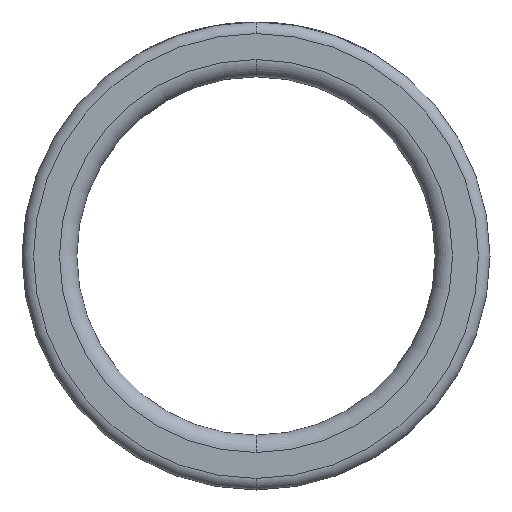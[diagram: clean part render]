
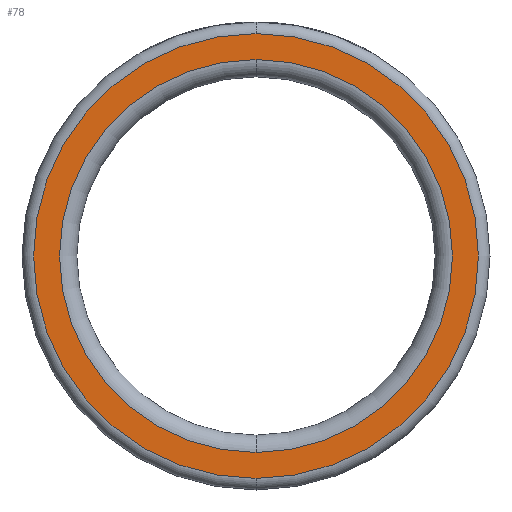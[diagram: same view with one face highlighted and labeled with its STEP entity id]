
A CAD part, front view. The second image highlights one B-rep face of the part: STEP entity #78.
In plain terms, the highlighted planar face has unit normal (0, -1, 0).
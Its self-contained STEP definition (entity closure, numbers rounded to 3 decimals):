
#11 = CARTESIAN_POINT ( 'NONE',  ( 0., -55., 0. ) ) ;
#78 = ADVANCED_FACE ( 'NONE', ( #377, #2091 ), #2582, .T. ) ;
#181 = EDGE_CURVE ( 'NONE', #1750, #997, #214, .T. ) ;
#214 = CIRCLE ( 'NONE', #1699, 34. ) ;
#377 = FACE_OUTER_BOUND ( 'NONE', #2025, .T. ) ;
#402 = DIRECTION ( 'NONE',  ( 0., -1., 0. ) ) ;
#658 = DIRECTION ( 'NONE',  ( 0., 0., -1. ) ) ;
#763 = DIRECTION ( 'NONE',  ( 0., 0., -1. ) ) ;
#777 = AXIS2_PLACEMENT_3D ( 'NONE', #956, #1396, #1187 ) ;
#778 = CARTESIAN_POINT ( 'NONE',  ( 0., -55., -34. ) ) ;
#876 = CARTESIAN_POINT ( 'NONE',  ( 34., -55., 0. ) ) ;
#881 = CARTESIAN_POINT ( 'NONE',  ( 0., -55., 34. ) ) ;
#956 = CARTESIAN_POINT ( 'NONE',  ( 0., -55., 0. ) ) ;
#966 = VERTEX_POINT ( 'NONE', #1774 ) ;
#997 = VERTEX_POINT ( 'NONE', #881 ) ;
#1016 = DIRECTION ( 'NONE',  ( 0., -1., 0. ) ) ;
#1092 = CARTESIAN_POINT ( 'NONE',  ( 0., -55., 38.5 ) ) ;
#1170 = EDGE_CURVE ( 'NONE', #2404, #966, #1931, .T. ) ;
#1187 = DIRECTION ( 'NONE',  ( 0., 0., -1. ) ) ;
#1201 = CARTESIAN_POINT ( 'NONE',  ( 0., -55., 0. ) ) ;
#1364 = AXIS2_PLACEMENT_3D ( 'NONE', #1201, #1016, #763 ) ;
#1375 = CIRCLE ( 'NONE', #777, 34. ) ;
#1396 = DIRECTION ( 'NONE',  ( 0., -1., 0. ) ) ;
#1432 = DIRECTION ( 'NONE',  ( 0., -1., 0. ) ) ;
#1439 = AXIS2_PLACEMENT_3D ( 'NONE', #2450, #1432, #2712 ) ;
#1550 = ORIENTED_EDGE ( 'NONE', *, *, #181, .F. ) ;
#1699 = AXIS2_PLACEMENT_3D ( 'NONE', #11, #402, #2591 ) ;
#1750 = VERTEX_POINT ( 'NONE', #778 ) ;
#1774 = CARTESIAN_POINT ( 'NONE',  ( 0., -55., -38.5 ) ) ;
#1911 = CIRCLE ( 'NONE', #1439, 38.5 ) ;
#1931 = CIRCLE ( 'NONE', #1364, 38.5 ) ;
#2025 = EDGE_LOOP ( 'NONE', ( #2065, #2341 ) ) ;
#2065 = ORIENTED_EDGE ( 'NONE', *, *, #2771, .T. ) ;
#2091 = FACE_BOUND ( 'NONE', #2587, .T. ) ;
#2139 = DIRECTION ( 'NONE',  ( 0., -1., 0. ) ) ;
#2275 = ORIENTED_EDGE ( 'NONE', *, *, #2621, .F. ) ;
#2290 = AXIS2_PLACEMENT_3D ( 'NONE', #876, #2139, #658 ) ;
#2341 = ORIENTED_EDGE ( 'NONE', *, *, #1170, .T. ) ;
#2404 = VERTEX_POINT ( 'NONE', #1092 ) ;
#2450 = CARTESIAN_POINT ( 'NONE',  ( 0., -55., 0. ) ) ;
#2582 = PLANE ( 'NONE',  #2290 ) ;
#2587 = EDGE_LOOP ( 'NONE', ( #1550, #2275 ) ) ;
#2591 = DIRECTION ( 'NONE',  ( 0., 0., -1. ) ) ;
#2621 = EDGE_CURVE ( 'NONE', #997, #1750, #1375, .T. ) ;
#2712 = DIRECTION ( 'NONE',  ( 0., 0., -1. ) ) ;
#2771 = EDGE_CURVE ( 'NONE', #966, #2404, #1911, .T. ) ;
